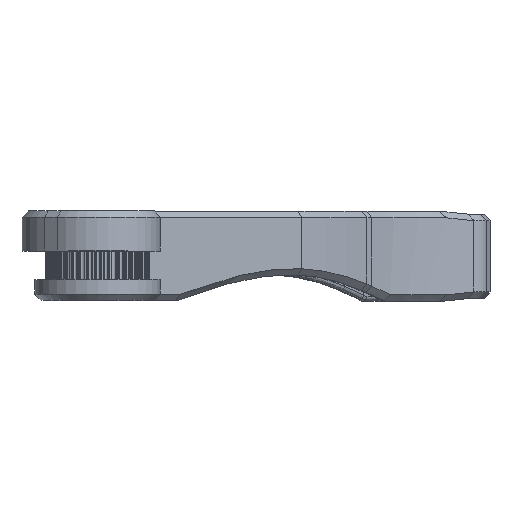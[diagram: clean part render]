
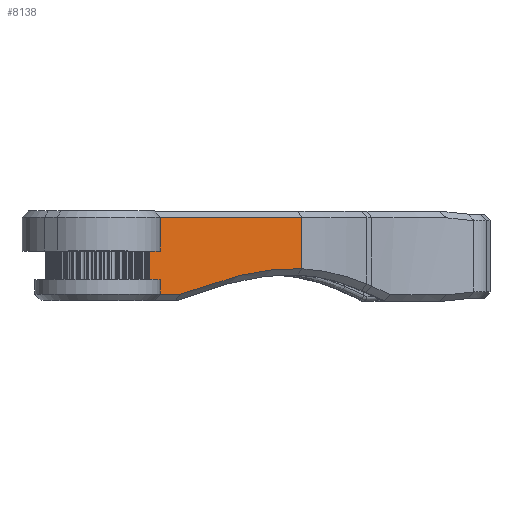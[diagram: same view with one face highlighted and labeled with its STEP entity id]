
A CAD part, top view. The second image highlights one B-rep face of the part: STEP entity #8138.
In plain terms, the highlighted planar face has unit normal (0.638, 0, 0.77).
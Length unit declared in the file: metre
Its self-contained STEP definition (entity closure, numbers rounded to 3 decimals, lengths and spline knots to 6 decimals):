
#469=B_SPLINE_CURVE_WITH_KNOTS('',3,(#13587,#13588,#13589,#13590,#13591,
#13592,#13593,#13594,#13595,#13596,#13597,#13598,#13599,#13600,#13601,#13602,
#13603,#13604,#13605,#13606,#13607,#13608,#13609,#13610,#13611,#13612,#13613,
#13614,#13615,#13616,#13617),.UNSPECIFIED.,.F.,.F.,(4,1,1,1,1,1,1,1,1,1,
1,1,1,1,1,1,1,1,1,1,1,1,1,1,1,1,1,1,4),(0.,0.0625,0.125,0.15625,0.1875,
0.21875,0.234375,0.25,0.265625,0.28125,0.3125,0.375,0.4375,0.46875,0.484375,
0.5,0.515625,0.53125,0.5625,0.625,0.6875,0.71875,0.734375,0.75,0.765625,
0.78125,0.8125,0.875,1.),.UNSPECIFIED.);
#1356=ORIENTED_EDGE('',*,*,#3987,.T.);
#1357=ORIENTED_EDGE('',*,*,#3988,.T.);
#1358=ORIENTED_EDGE('',*,*,#3989,.T.);
#1359=ORIENTED_EDGE('',*,*,#3990,.T.);
#1360=ORIENTED_EDGE('',*,*,#3991,.F.);
#3987=EDGE_CURVE('',#5299,#5300,#6119,.T.);
#3988=EDGE_CURVE('',#5300,#5301,#469,.T.);
#3989=EDGE_CURVE('',#5301,#5302,#6120,.T.);
#3990=EDGE_CURVE('',#5302,#5303,#6121,.T.);
#3991=EDGE_CURVE('',#5299,#5303,#6122,.T.);
#5299=VERTEX_POINT('',#13585);
#5300=VERTEX_POINT('',#13586);
#5301=VERTEX_POINT('',#13618);
#5302=VERTEX_POINT('',#13620);
#5303=VERTEX_POINT('',#13622);
#6119=LINE('',#13584,#6620);
#6120=LINE('',#13619,#6621);
#6121=LINE('',#13621,#6622);
#6122=LINE('',#13623,#6623);
#6620=VECTOR('',#9851,1.);
#6621=VECTOR('',#9852,1.);
#6622=VECTOR('',#9853,1.);
#6623=VECTOR('',#9854,1.);
#7105=EDGE_LOOP('',(#1356,#1357,#1358,#1359,#1360));
#7589=FACE_BOUND('',#7105,.T.);
#8062=PLANE('',#8631);
#8138=ADVANCED_FACE('',(#7589),#8062,.T.);
#8631=AXIS2_PLACEMENT_3D('',#13583,#9849,#9850);
#9849=DIRECTION('',(0.638,0.,0.77));
#9850=DIRECTION('',(0.77,0.,-0.638));
#9851=DIRECTION('',(0.77,0.,-0.638));
#9852=DIRECTION('',(0.,1.,0.));
#9853=DIRECTION('',(-0.77,0.,0.638));
#9854=DIRECTION('',(0.,1.,0.));
#13583=CARTESIAN_POINT('',(-0.068982,-0.008402,-0.070753));
#13584=CARTESIAN_POINT('',(-0.068982,-0.0069,-0.070753));
#13585=CARTESIAN_POINT('',(-0.092478,-0.0069,-0.051307));
#13586=CARTESIAN_POINT('',(-0.083158,-0.0069,-0.05902));
#13587=CARTESIAN_POINT('',(-0.083159,-0.0069,-0.05902));
#13588=CARTESIAN_POINT('',(-0.082492,-0.006651,-0.059572));
#13589=CARTESIAN_POINT('',(-0.081193,-0.006172,-0.060647));
#13590=CARTESIAN_POINT('',(-0.079655,-0.005622,-0.06192));
#13591=CARTESIAN_POINT('',(-0.078476,-0.005211,-0.062895));
#13592=CARTESIAN_POINT('',(-0.077616,-0.004917,-0.063607));
#13593=CARTESIAN_POINT('',(-0.076927,-0.004686,-0.064177));
#13594=CARTESIAN_POINT('',(-0.076374,-0.004504,-0.064635));
#13595=CARTESIAN_POINT('',(-0.076005,-0.004384,-0.06494));
#13596=CARTESIAN_POINT('',(-0.075494,-0.00422,-0.065363));
#13597=CARTESIAN_POINT('',(-0.074868,-0.004022,-0.065881));
#13598=CARTESIAN_POINT('',(-0.073762,-0.00368,-0.066797));
#13599=CARTESIAN_POINT('',(-0.07223,-0.00323,-0.068065));
#13600=CARTESIAN_POINT('',(-0.070738,-0.002823,-0.069299));
#13601=CARTESIAN_POINT('',(-0.069725,-0.002564,-0.070137));
#13602=CARTESIAN_POINT('',(-0.069145,-0.00242,-0.070618));
#13603=CARTESIAN_POINT('',(-0.068739,-0.002322,-0.070954));
#13604=CARTESIAN_POINT('',(-0.068236,-0.002204,-0.07137));
#13605=CARTESIAN_POINT('',(-0.067606,-0.00206,-0.071892));
#13606=CARTESIAN_POINT('',(-0.066496,-0.001819,-0.07281));
#13607=CARTESIAN_POINT('',(-0.064951,-0.001517,-0.074089));
#13608=CARTESIAN_POINT('',(-0.063442,-0.001268,-0.075338));
#13609=CARTESIAN_POINT('',(-0.062412,-0.001123,-0.07619));
#13610=CARTESIAN_POINT('',(-0.061822,-0.001048,-0.076678));
#13611=CARTESIAN_POINT('',(-0.061404,-0.000997,-0.077024));
#13612=CARTESIAN_POINT('',(-0.060908,-0.000942,-0.077434));
#13613=CARTESIAN_POINT('',(-0.060278,-0.000878,-0.077956));
#13614=CARTESIAN_POINT('',(-0.059168,-0.000781,-0.078874));
#13615=CARTESIAN_POINT('',(-0.056988,-0.000654,-0.080678));
#13616=CARTESIAN_POINT('',(-0.055167,-0.00066,-0.082186));
#13617=CARTESIAN_POINT('',(-0.053976,-0.000714,-0.083171));
#13618=CARTESIAN_POINT('',(-0.053976,-0.000714,-0.083171));
#13619=CARTESIAN_POINT('',(-0.053976,0.013,-0.083171));
#13620=CARTESIAN_POINT('',(-0.053976,0.0115,-0.083171));
#13621=CARTESIAN_POINT('',(-0.068982,0.0115,-0.070753));
#13622=CARTESIAN_POINT('',(-0.092478,0.0115,-0.051307));
#13623=CARTESIAN_POINT('',(-0.092478,-0.008402,-0.051307));
